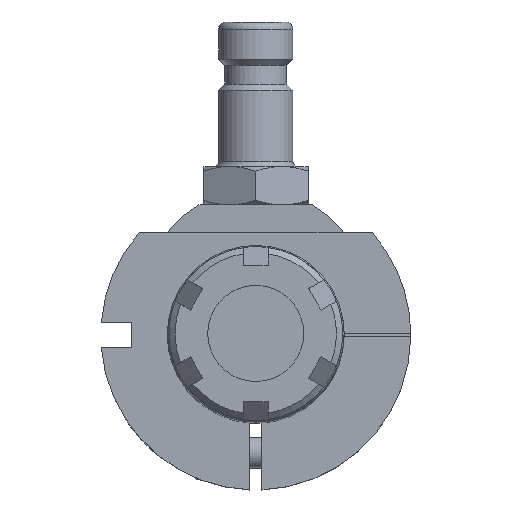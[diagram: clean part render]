
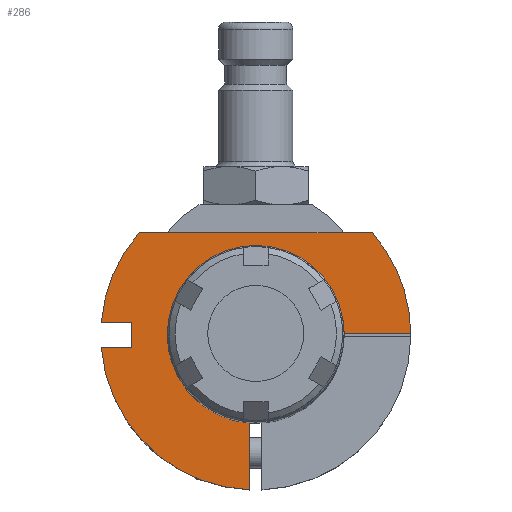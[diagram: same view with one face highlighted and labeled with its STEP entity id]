
A CAD part, top view. The second image highlights one B-rep face of the part: STEP entity #286.
In plain terms, the highlighted planar face has unit normal (0, 0, 1).
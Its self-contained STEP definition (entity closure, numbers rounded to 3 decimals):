
#190=FACE_OUTER_BOUND('',#573,.T.);
#286=ADVANCED_FACE('',(#190),#419,.T.);
#419=PLANE('',#2147);
#573=EDGE_LOOP('',(#876,#877,#878,#879,#880,#881,#882,#883,#884,#885));
#745=CIRCLE('',#2130,25.);
#751=CIRCLE('',#2139,25.);
#755=CIRCLE('',#2145,25.);
#756=CIRCLE('',#2146,14.25);
#876=ORIENTED_EDGE('',*,*,#1627,.T.);
#877=ORIENTED_EDGE('',*,*,#1602,.F.);
#878=ORIENTED_EDGE('',*,*,#1628,.T.);
#879=ORIENTED_EDGE('',*,*,#1615,.F.);
#880=ORIENTED_EDGE('',*,*,#1629,.T.);
#881=ORIENTED_EDGE('',*,*,#1630,.T.);
#882=ORIENTED_EDGE('',*,*,#1631,.F.);
#883=ORIENTED_EDGE('',*,*,#1632,.F.);
#884=ORIENTED_EDGE('',*,*,#1633,.T.);
#885=ORIENTED_EDGE('',*,*,#1634,.T.);
#1411=VERTEX_POINT('',#2985);
#1412=VERTEX_POINT('',#2987);
#1422=VERTEX_POINT('',#3013);
#1423=VERTEX_POINT('',#3014);
#1432=VERTEX_POINT('',#3037);
#1433=VERTEX_POINT('',#3040);
#1434=VERTEX_POINT('',#3042);
#1435=VERTEX_POINT('',#3044);
#1436=VERTEX_POINT('',#3046);
#1437=VERTEX_POINT('',#3048);
#1602=EDGE_CURVE('',#1411,#1412,#745,.T.);
#1615=EDGE_CURVE('',#1422,#1423,#751,.T.);
#1627=EDGE_CURVE('',#1432,#1412,#1895,.T.);
#1628=EDGE_CURVE('',#1411,#1423,#1896,.T.);
#1629=EDGE_CURVE('',#1422,#1433,#1897,.T.);
#1630=EDGE_CURVE('',#1433,#1434,#1898,.T.);
#1631=EDGE_CURVE('',#1435,#1434,#1899,.T.);
#1632=EDGE_CURVE('',#1436,#1435,#755,.T.);
#1633=EDGE_CURVE('',#1436,#1437,#1900,.T.);
#1634=EDGE_CURVE('',#1437,#1432,#756,.T.);
#1895=LINE('',#3036,#2020);
#1896=LINE('',#3038,#2021);
#1897=LINE('',#3039,#2022);
#1898=LINE('',#3041,#2023);
#1899=LINE('',#3043,#2024);
#1900=LINE('',#3047,#2025);
#2020=VECTOR('',#2425,1.);
#2021=VECTOR('',#2426,1.);
#2022=VECTOR('',#2427,1.);
#2023=VECTOR('',#2428,1.);
#2024=VECTOR('',#2429,1.);
#2025=VECTOR('',#2432,1.);
#2130=AXIS2_PLACEMENT_3D('',#2986,#2380,#2381);
#2139=AXIS2_PLACEMENT_3D('',#3012,#2405,#2406);
#2145=AXIS2_PLACEMENT_3D('',#3045,#2430,#2431);
#2146=AXIS2_PLACEMENT_3D('',#3049,#2433,#2434);
#2147=AXIS2_PLACEMENT_3D('',#3050,#2435,#2436);
#2380=DIRECTION('',(0.,0.,-1.));
#2381=DIRECTION('',(0.,-1.,0.));
#2405=DIRECTION('',(0.,0.,-1.));
#2406=DIRECTION('',(0.,-1.,0.));
#2425=DIRECTION('',(1.,0.,0.));
#2426=DIRECTION('',(-1.,0.,0.));
#2427=DIRECTION('',(1.,0.,0.));
#2428=DIRECTION('',(0.,-1.,0.));
#2429=DIRECTION('',(1.,0.,0.));
#2430=DIRECTION('',(0.,0.,-1.));
#2431=DIRECTION('',(0.,-1.,0.));
#2432=DIRECTION('',(0.,1.,0.));
#2433=DIRECTION('',(0.,0.,-1.));
#2434=DIRECTION('',(0.,-1.,0.));
#2435=DIRECTION('',(0.,0.,1.));
#2436=DIRECTION('',(0.,1.,0.));
#2985=CARTESIAN_POINT('',(18.782,16.5,0.));
#2986=CARTESIAN_POINT('',(0.,0.,0.));
#2987=CARTESIAN_POINT('',(24.999,0.25,0.));
#3012=CARTESIAN_POINT('',(0.,0.,0.));
#3013=CARTESIAN_POINT('',(-24.919,2.01,0.));
#3014=CARTESIAN_POINT('',(-18.782,16.5,0.));
#3036=CARTESIAN_POINT('',(10.,0.25,0.));
#3037=CARTESIAN_POINT('',(14.248,0.25,0.));
#3038=CARTESIAN_POINT('',(0.,16.5,0.));
#3039=CARTESIAN_POINT('',(-40.,2.01,0.));
#3040=CARTESIAN_POINT('',(-20.,2.01,0.));
#3041=CARTESIAN_POINT('',(-20.,2.01,0.));
#3042=CARTESIAN_POINT('',(-20.,-2.01,0.));
#3043=CARTESIAN_POINT('',(-40.,-2.01,0.));
#3044=CARTESIAN_POINT('',(-24.919,-2.01,0.));
#3045=CARTESIAN_POINT('',(0.,0.,0.));
#3046=CARTESIAN_POINT('',(-1.,-24.98,0.));
#3047=CARTESIAN_POINT('',(-1.,-39.5,0.));
#3048=CARTESIAN_POINT('',(-1.,-14.215,0.));
#3049=CARTESIAN_POINT('',(0.,0.,0.));
#3050=CARTESIAN_POINT('',(0.,0.,0.));
